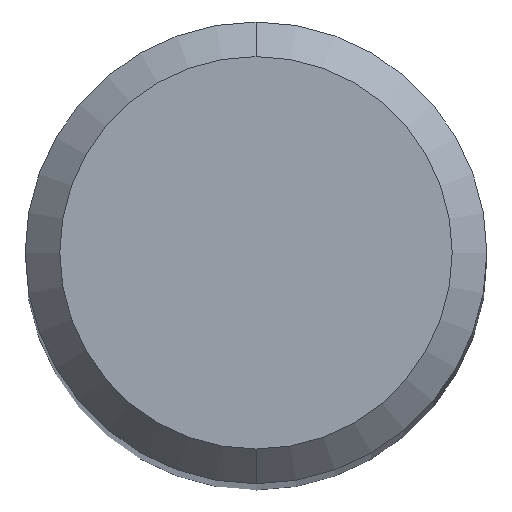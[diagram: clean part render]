
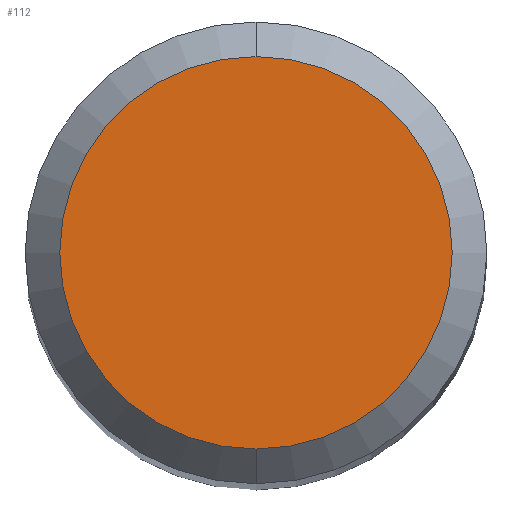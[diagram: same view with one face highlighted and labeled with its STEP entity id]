
A CAD part, top view. The second image highlights one B-rep face of the part: STEP entity #112.
In plain terms, the highlighted planar face has unit normal (0, 0, 1).
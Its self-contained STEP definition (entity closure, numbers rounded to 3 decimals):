
#112=ADVANCED_FACE('',(#268),#269,.T.);
#116=VERTEX_POINT('',#273);
#118=EDGE_CURVE('',#140,#116,#275,.T.);
#140=VERTEX_POINT('',#299);
#164=EDGE_CURVE('',#116,#140,#325,.T.);
#268=FACE_OUTER_BOUND('',#435,.T.);
#269=PLANE('',#436);
#273=CARTESIAN_POINT('',(0.,-1.7,0.0));
#275=CIRCLE('',#443,1.7);
#299=CARTESIAN_POINT('',(0.0,1.7,0.0));
#325=CIRCLE('',#505,1.7);
#435=EDGE_LOOP('',(#631,#632));
#436=AXIS2_PLACEMENT_3D('',#633,#634,#635);
#443=AXIS2_PLACEMENT_3D('',#636,#637,#638);
#505=AXIS2_PLACEMENT_3D('',#693,#694,#695);
#631=ORIENTED_EDGE('',*,*,#118,.F.);
#632=ORIENTED_EDGE('',*,*,#164,.F.);
#633=CARTESIAN_POINT('',(0.0,0.85,0.0));
#634=DIRECTION('',(-0.0,0.0,1.0));
#635=DIRECTION('',(0.0,-1.0,0.0));
#636=CARTESIAN_POINT('',(0.0,0.0,0.0));
#637=DIRECTION('',(0.0,0.0,-1.0));
#638=DIRECTION('',(0.0,1.0,0.0));
#693=CARTESIAN_POINT('',(0.0,0.0,0.0));
#694=DIRECTION('',(0.0,0.0,-1.0));
#695=DIRECTION('',(0.0,1.0,0.0));
